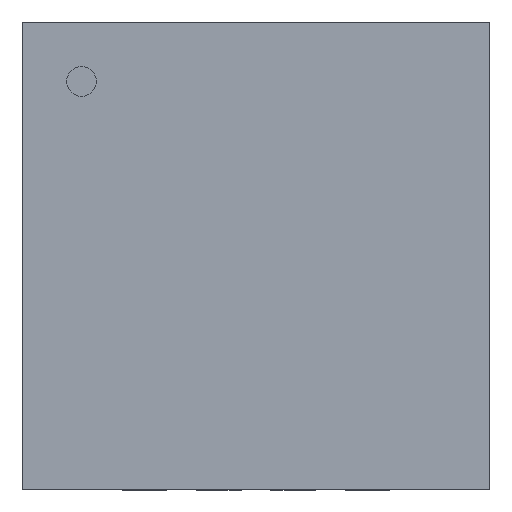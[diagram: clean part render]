
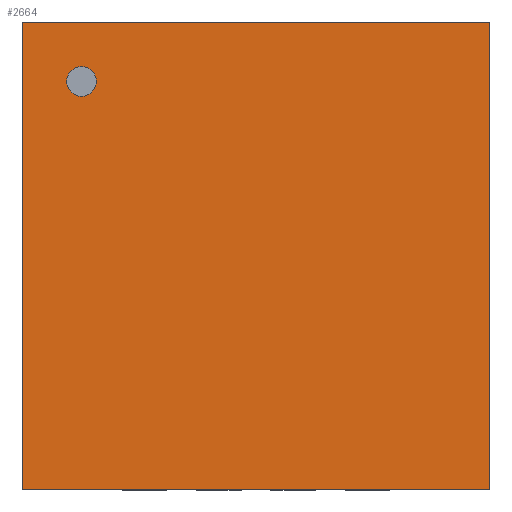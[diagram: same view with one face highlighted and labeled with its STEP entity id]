
A CAD part, top view. The second image highlights one B-rep face of the part: STEP entity #2664.
In plain terms, the highlighted planar face has unit normal (0, 0, 1).
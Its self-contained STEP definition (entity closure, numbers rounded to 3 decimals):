
#70=CARTESIAN_POINT('',(-1.075,1.175,1.0));
#71=VERTEX_POINT('',#70);
#80=CARTESIAN_POINT('',(-1.275,1.175,1.0));
#81=VERTEX_POINT('',#80);
#82=CARTESIAN_POINT('',(-1.175,1.175,1.0));
#83=DIRECTION('',(0.0,0.0,-1.0));
#84=DIRECTION('',(1.0,0.0,0.0));
#85=AXIS2_PLACEMENT_3D('',#82,#83,#84);
#86=CIRCLE('',#85,0.1);
#87=EDGE_CURVE('',#81,#71,#86,.T.);
#1038=CARTESIAN_POINT('',(1.575,-1.575,1.0));
#1039=VERTEX_POINT('',#1038);
#1046=CARTESIAN_POINT('',(-1.575,-1.575,1.0));
#1047=VERTEX_POINT('',#1046);
#1048=CARTESIAN_POINT('',(1.575,-1.575,1.0));
#1049=DIRECTION('',(-1.0,0.0,0.0));
#1050=VECTOR('',#1049,3.15);
#1051=LINE('',#1048,#1050);
#1052=EDGE_CURVE('',#1039,#1047,#1051,.T.);
#1557=CARTESIAN_POINT('',(1.575,1.575,1.0));
#1558=VERTEX_POINT('',#1557);
#1565=CARTESIAN_POINT('',(1.575,1.575,1.0));
#1566=DIRECTION('',(0.0,-1.0,0.0));
#1567=VECTOR('',#1566,3.15);
#1568=LINE('',#1565,#1567);
#1569=EDGE_CURVE('',#1558,#1039,#1568,.T.);
#2060=CARTESIAN_POINT('',(-1.575,1.575,1.0));
#2061=VERTEX_POINT('',#2060);
#2068=CARTESIAN_POINT('',(-1.575,1.575,1.0));
#2069=DIRECTION('',(1.0,0.0,0.0));
#2070=VECTOR('',#2069,3.15);
#2071=LINE('',#2068,#2070);
#2072=EDGE_CURVE('',#2061,#1558,#2071,.T.);
#2148=CARTESIAN_POINT('',(-1.575,-1.575,1.0));
#2149=DIRECTION('',(0.0,1.0,0.0));
#2150=VECTOR('',#2149,3.15);
#2151=LINE('',#2148,#2150);
#2152=EDGE_CURVE('',#1047,#2061,#2151,.T.);
#2629=CARTESIAN_POINT('',(-1.175,1.175,1.0));
#2630=DIRECTION('',(0.0,0.0,-1.0));
#2631=DIRECTION('',(1.0,0.0,0.0));
#2632=AXIS2_PLACEMENT_3D('',#2629,#2630,#2631);
#2633=CIRCLE('',#2632,0.1);
#2634=EDGE_CURVE('',#71,#81,#2633,.T.);
#2649=CARTESIAN_POINT('',(0.,0.,1.0));
#2650=DIRECTION('',(0.0,0.0,1.0));
#2651=DIRECTION('',(1.0,0.0,0.0));
#2652=AXIS2_PLACEMENT_3D('',#2649,#2650,#2651);
#2653=PLANE('',#2652);
#2654=ORIENTED_EDGE('',*,*,#1569,.F.);
#2655=ORIENTED_EDGE('',*,*,#2072,.F.);
#2656=ORIENTED_EDGE('',*,*,#2152,.F.);
#2657=ORIENTED_EDGE('',*,*,#1052,.F.);
#2658=EDGE_LOOP('',(#2654,#2655,#2656,#2657));
#2659=FACE_OUTER_BOUND('',#2658,.T.);
#2660=ORIENTED_EDGE('',*,*,#2634,.T.);
#2661=ORIENTED_EDGE('',*,*,#87,.T.);
#2662=EDGE_LOOP('',(#2660,#2661));
#2663=FACE_BOUND('',#2662,.T.);
#2664=ADVANCED_FACE('',(#2659,#2663),#2653,.T.);
